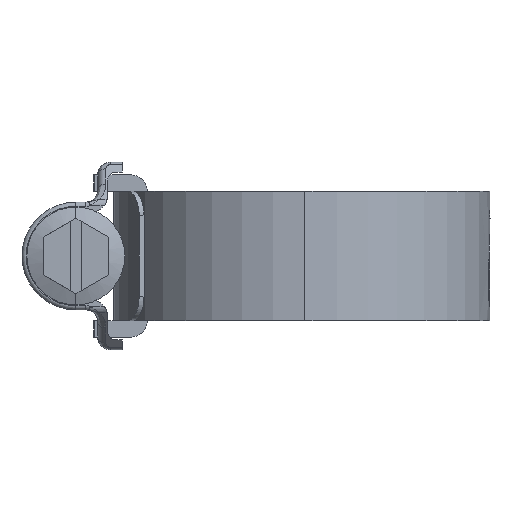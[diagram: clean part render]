
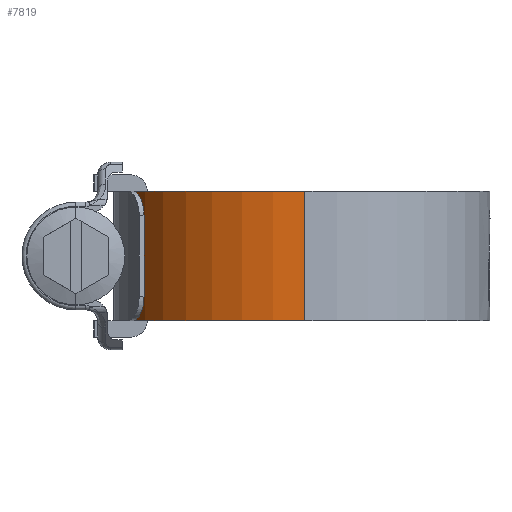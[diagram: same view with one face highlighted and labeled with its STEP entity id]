
A CAD part, left-side view. The second image highlights one B-rep face of the part: STEP entity #7819.
In plain terms, the highlighted cylindrical face has radius 22.69 mm (diameter 45.38 mm), a partial arc.
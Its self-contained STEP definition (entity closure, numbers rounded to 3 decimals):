
#31 = VERTEX_POINT ( 'NONE', #2463 ) ;
#922 = DIRECTION ( 'NONE',  ( 0., 0., 1. ) ) ;
#1048 = VERTEX_POINT ( 'NONE', #5354 ) ;
#1675 = VECTOR ( 'NONE', #4479, 1000. ) ;
#1927 = EDGE_CURVE ( 'NONE', #1048, #31, #7592, .T. ) ;
#2085 = DIRECTION ( 'NONE',  ( 0., 0., -1. ) ) ;
#2463 = CARTESIAN_POINT ( 'NONE',  ( -22.69, 0., -7.95 ) ) ;
#2974 = EDGE_CURVE ( 'NONE', #9645, #1048, #6456, .T. ) ;
#3336 = VECTOR ( 'NONE', #9056, 1000. ) ;
#4172 = AXIS2_PLACEMENT_3D ( 'NONE', #4866, #922, #6423 ) ;
#4174 = LINE ( 'NONE', #5939, #3336 ) ;
#4280 = DIRECTION ( 'NONE',  ( 1., 0., 0. ) ) ;
#4367 = FACE_OUTER_BOUND ( 'NONE', #4601, .T. ) ;
#4479 = DIRECTION ( 'NONE',  ( 0., 0., -1. ) ) ;
#4601 = EDGE_LOOP ( 'NONE', ( #9270, #7722, #7290, #9671 ) ) ;
#4866 = CARTESIAN_POINT ( 'NONE',  ( 0., 0., 7.95 ) ) ;
#5263 = EDGE_CURVE ( 'NONE', #6065, #31, #8329, .T. ) ;
#5354 = CARTESIAN_POINT ( 'NONE',  ( -22.69, 0., 7.95 ) ) ;
#5939 = CARTESIAN_POINT ( 'NONE',  ( 0., 22.69, 7.95 ) ) ;
#6065 = VERTEX_POINT ( 'NONE', #7252 ) ;
#6423 = DIRECTION ( 'NONE',  ( 1., 0., 0. ) ) ;
#6456 = CIRCLE ( 'NONE', #4172, 22.69 ) ;
#6775 = CYLINDRICAL_SURFACE ( 'NONE', #7786, 22.69 ) ;
#7252 = CARTESIAN_POINT ( 'NONE',  ( 0., 22.69, -7.95 ) ) ;
#7290 = ORIENTED_EDGE ( 'NONE', *, *, #7443, .T. ) ;
#7443 = EDGE_CURVE ( 'NONE', #9645, #6065, #4174, .T. ) ;
#7474 = CARTESIAN_POINT ( 'NONE',  ( 0., 22.69, 7.95 ) ) ;
#7485 = CARTESIAN_POINT ( 'NONE',  ( 0., 0., 7.95 ) ) ;
#7488 = AXIS2_PLACEMENT_3D ( 'NONE', #9970, #9723, #4280 ) ;
#7592 = LINE ( 'NONE', #8492, #1675 ) ;
#7722 = ORIENTED_EDGE ( 'NONE', *, *, #2974, .F. ) ;
#7786 = AXIS2_PLACEMENT_3D ( 'NONE', #7485, #2085, #9086 ) ;
#7819 = ADVANCED_FACE ( 'NONE', ( #4367 ), #6775, .T. ) ;
#8329 = CIRCLE ( 'NONE', #7488, 22.69 ) ;
#8492 = CARTESIAN_POINT ( 'NONE',  ( -22.69, 0., 7.95 ) ) ;
#9056 = DIRECTION ( 'NONE',  ( 0., 0., -1. ) ) ;
#9086 = DIRECTION ( 'NONE',  ( -1., 0., 0. ) ) ;
#9270 = ORIENTED_EDGE ( 'NONE', *, *, #1927, .F. ) ;
#9645 = VERTEX_POINT ( 'NONE', #7474 ) ;
#9671 = ORIENTED_EDGE ( 'NONE', *, *, #5263, .T. ) ;
#9723 = DIRECTION ( 'NONE',  ( 0., 0., 1. ) ) ;
#9970 = CARTESIAN_POINT ( 'NONE',  ( 0., 0., -7.95 ) ) ;
